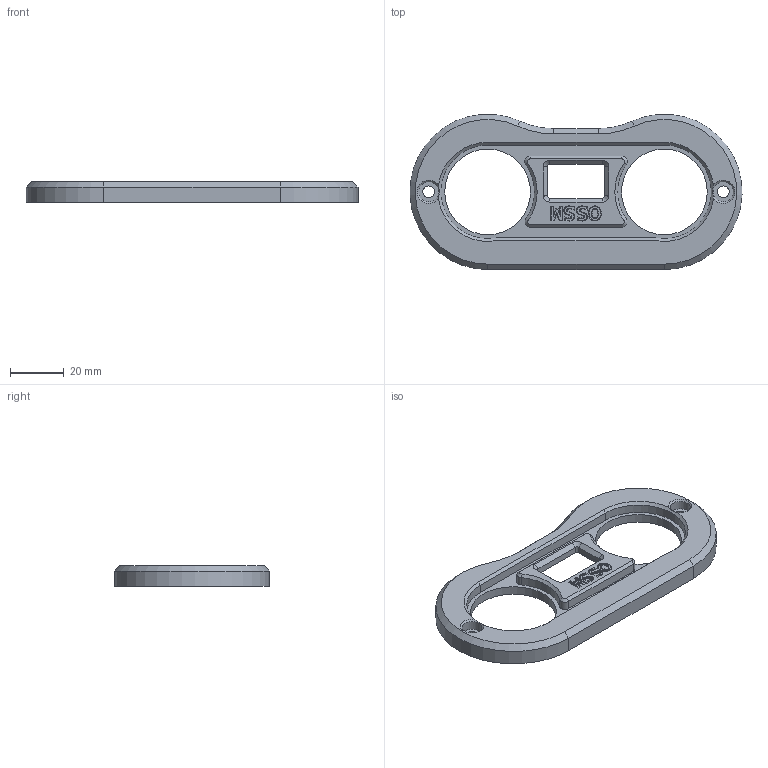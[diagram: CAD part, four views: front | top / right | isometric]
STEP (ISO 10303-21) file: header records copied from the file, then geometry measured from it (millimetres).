
FILE_DESCRIPTION(/* description */ (''),/* implementation_level */ '2;1');
FILE_NAME(/* name */ 'OSSM - Remote Reimagined - Board Interface.step',/* time_stamp */ '2024-09-07T21:05:30-04:00',/* author */ (''),/* organization */ (''),/* preprocessor_version */ 'ST-DEVELOPER v20',/* originating_system */ 'Autodesk Translation Framework v13.14.0.145',/* authorisation */ '');
FILE_SCHEMA (('AUTOMOTIVE_DESIGN { 1 0 10303 214 3 1 1 }'));
Length unit declared in the file: millimetre
Products named in the file (1): OSSM - Remote Reimagined - Board Interface
Bounding box: 123.95 x 57.91 x 7.7 mm (x, y, z)
Volume: 26562.1 mm3; surface area: 13779.5 mm2
Topology: 1 solids, 1 shells, 182 faces, 431 edges, 261 vertices
Faces by surface type: plane 96, cylinder 32, bspline 32, cone 22
Full cylindrical faces by diameter (mm): 4.4 x2, 7.5 x2, 32 x2
Entity records: 7153 total; most frequent: CARTESIAN_POINT 3100, ORIENTED_EDGE 862, DIRECTION 743, EDGE_CURVE 431, LINE 283, VECTOR 283, VERTEX_POINT 261, AXIS2_PLACEMENT_3D 230
